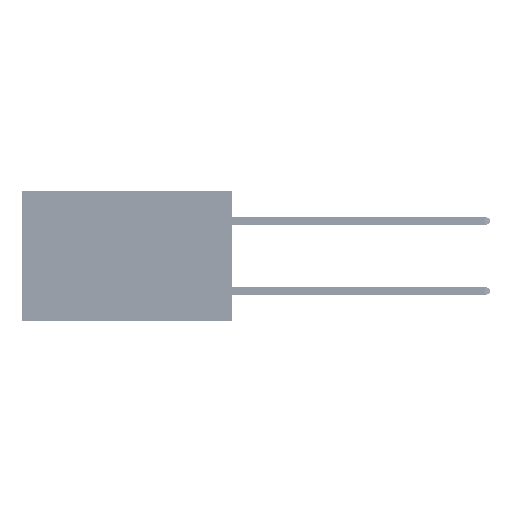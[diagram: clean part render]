
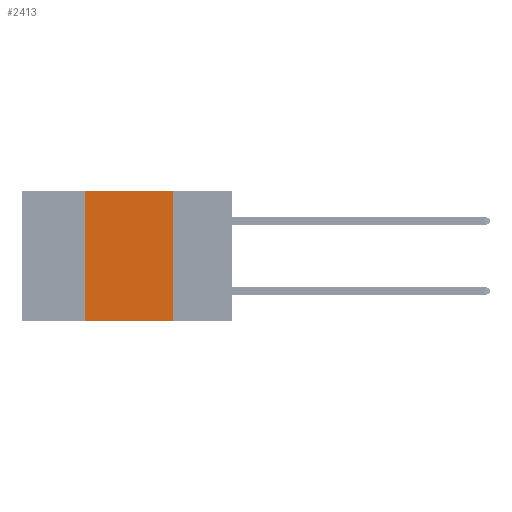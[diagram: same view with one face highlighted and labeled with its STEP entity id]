
A CAD part, left-side view. The second image highlights one B-rep face of the part: STEP entity #2413.
In plain terms, the highlighted planar face has unit normal (-1, 0, 0).
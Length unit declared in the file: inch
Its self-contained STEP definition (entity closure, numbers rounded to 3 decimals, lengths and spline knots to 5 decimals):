
#252 = DIRECTION ( 'NONE',  ( 0., -1., 0. ) ) ;
#2413 = ADVANCED_FACE ( 'NONE', ( #26680 ), #18481, .F. ) ;
#4552 = VECTOR ( 'NONE', #14192, 39.37008 ) ;
#7013 = CARTESIAN_POINT ( 'NONE',  ( 0., 0.42, -0.37 ) ) ;
#7345 = DIRECTION ( 'NONE',  ( 0., -1., 0. ) ) ;
#8965 = ORIENTED_EDGE ( 'NONE', *, *, #32377, .T. ) ;
#13628 = ORIENTED_EDGE ( 'NONE', *, *, #52541, .F. ) ;
#14192 = DIRECTION ( 'NONE',  ( 0., 0., 1. ) ) ;
#14198 = VECTOR ( 'NONE', #7345, 39.37008 ) ;
#15474 = LINE ( 'NONE', #39876, #14198 ) ;
#16795 = CARTESIAN_POINT ( 'NONE',  ( 0., 0.6, -0.37 ) ) ;
#17159 = VECTOR ( 'NONE', #28110, 39.37008 ) ;
#18481 = PLANE ( 'NONE',  #50961 ) ;
#18997 = DIRECTION ( 'NONE',  ( 0., 0., -1. ) ) ;
#19323 = VERTEX_POINT ( 'NONE', #49765 ) ;
#20358 = VECTOR ( 'NONE', #252, 39.37008 ) ;
#21233 = CARTESIAN_POINT ( 'NONE',  ( 0., 0.42, 0. ) ) ;
#26680 = FACE_OUTER_BOUND ( 'NONE', #35311, .T. ) ;
#26908 = CARTESIAN_POINT ( 'NONE',  ( 0., 0.42, 0. ) ) ;
#27067 = CARTESIAN_POINT ( 'NONE',  ( 0., 0.6, 0. ) ) ;
#28068 = LINE ( 'NONE', #43930, #17159 ) ;
#28110 = DIRECTION ( 'NONE',  ( 0., 0., -1. ) ) ;
#28920 = ORIENTED_EDGE ( 'NONE', *, *, #37126, .F. ) ;
#30612 = LINE ( 'NONE', #16795, #20358 ) ;
#32248 = EDGE_CURVE ( 'NONE', #52880, #19323, #28068, .T. ) ;
#32377 = EDGE_CURVE ( 'NONE', #44978, #19323, #30612, .T. ) ;
#34163 = LINE ( 'NONE', #26908, #4552 ) ;
#35311 = EDGE_LOOP ( 'NONE', ( #38620, #28920, #13628, #8965 ) ) ;
#35643 = VERTEX_POINT ( 'NONE', #21233 ) ;
#36202 = CARTESIAN_POINT ( 'NONE',  ( 0., 0.17, 0. ) ) ;
#37126 = EDGE_CURVE ( 'NONE', #35643, #52880, #15474, .T. ) ;
#38620 = ORIENTED_EDGE ( 'NONE', *, *, #32248, .F. ) ;
#38941 = DIRECTION ( 'NONE',  ( 1., 0., 0. ) ) ;
#39876 = CARTESIAN_POINT ( 'NONE',  ( 0., 0.6, 0. ) ) ;
#43930 = CARTESIAN_POINT ( 'NONE',  ( 0., 0.17, 0. ) ) ;
#44978 = VERTEX_POINT ( 'NONE', #7013 ) ;
#49765 = CARTESIAN_POINT ( 'NONE',  ( 0., 0.17, -0.37 ) ) ;
#50961 = AXIS2_PLACEMENT_3D ( 'NONE', #27067, #38941, #18997 ) ;
#52541 = EDGE_CURVE ( 'NONE', #44978, #35643, #34163, .T. ) ;
#52880 = VERTEX_POINT ( 'NONE', #36202 ) ;
